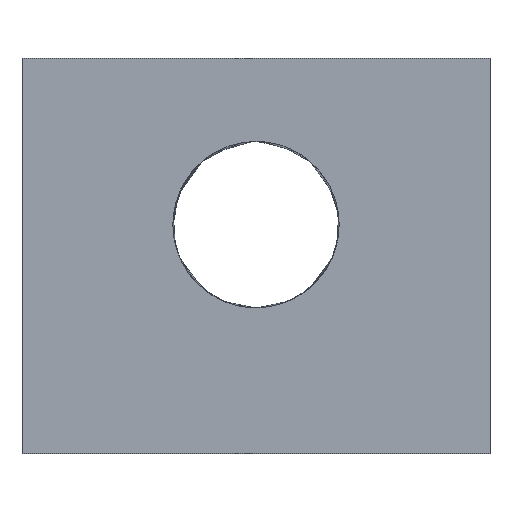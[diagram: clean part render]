
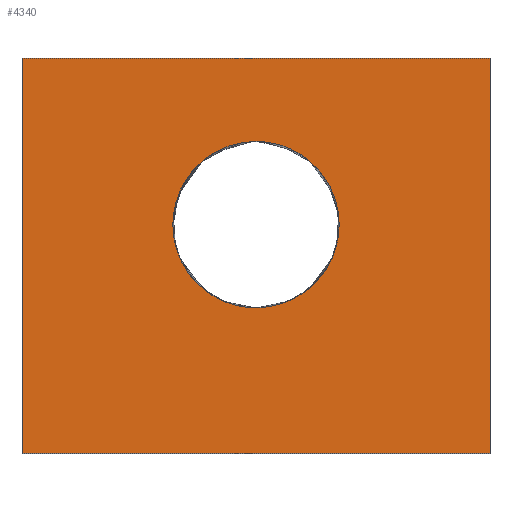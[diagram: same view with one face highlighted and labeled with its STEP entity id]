
A CAD part, top view. The second image highlights one B-rep face of the part: STEP entity #4340.
In plain terms, the highlighted free-form (B-spline) face has degree [1, 1] with [2, 2] control points.
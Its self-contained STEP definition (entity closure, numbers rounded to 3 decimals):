
#3180 = CARTESIAN_POINT ('', (0., 30., 20.));
#3190 = VERTEX_POINT ('', #3180);
#3250 = CARTESIAN_POINT ('', (-8., 22., 20.));
#3260 = VERTEX_POINT ('', #3250);
#3270 = CARTESIAN_POINT ('', (0., 30., 20.));
#3280 = CARTESIAN_POINT ('', (-4., 30., 20.));
#3290 = CARTESIAN_POINT ('', (-8., 27.333, 20.));
#3300 = CARTESIAN_POINT ('', (-8., 22., 20.));
#3310 = (
   BOUNDED_CURVE ()
   B_SPLINE_CURVE (3, (#3270, #3280, #3290, #3300), .UNSPECIFIED., .F., .U.)
   B_SPLINE_CURVE_WITH_KNOTS ((4, 4), (0., 1.), .UNSPECIFIED.)
   CURVE ()
   GEOMETRIC_REPRESENTATION_ITEM ()
   RATIONAL_B_SPLINE_CURVE ((1., 0.667, 0.5, 0.5))
   REPRESENTATION_ITEM ('')
);
#3320 = EDGE_CURVE ('', #3190, #3260, #3310, .T.);
#3340 = CARTESIAN_POINT ('', (8., 22., 20.));
#3350 = VERTEX_POINT ('', #3340);
#3360 = CARTESIAN_POINT ('', (-8., 22., 20.));
#3370 = CARTESIAN_POINT ('', (-8., 16.667, 20.));
#3380 = CARTESIAN_POINT ('', (-4., 14., 20.));
#3390 = CARTESIAN_POINT ('', (0., 14., 20.));
#3400 = CARTESIAN_POINT ('', (4., 14., 20.));
#3410 = CARTESIAN_POINT ('', (8., 16.667, 20.));
#3420 = CARTESIAN_POINT ('', (8., 22., 20.));
#3430 = (
   BOUNDED_CURVE ()
   B_SPLINE_CURVE (3, (#3360, #3370, #3380, #3390, #3400, #3410, #3420), .UNSPECIFIED., .F., .U.)
   B_SPLINE_CURVE_WITH_KNOTS ((4, 3, 4), (0., 0.5, 1.), .UNSPECIFIED.)
   CURVE ()
   GEOMETRIC_REPRESENTATION_ITEM ()
   RATIONAL_B_SPLINE_CURVE ((0.5, 0.5, 0.667, 1., 0.667, 0.5, 0.5))
   REPRESENTATION_ITEM ('')
);
#3440 = EDGE_CURVE ('', #3260, #3350, #3430, .T.);
#3460 = CARTESIAN_POINT ('', (8., 22., 20.));
#3470 = CARTESIAN_POINT ('', (8., 27.333, 20.));
#3480 = CARTESIAN_POINT ('', (4., 30., 20.));
#3490 = CARTESIAN_POINT ('', (0., 30., 20.));
#3500 = (
   BOUNDED_CURVE ()
   B_SPLINE_CURVE (3, (#3460, #3470, #3480, #3490), .UNSPECIFIED., .F., .U.)
   B_SPLINE_CURVE_WITH_KNOTS ((4, 4), (0., 1.), .UNSPECIFIED.)
   CURVE ()
   GEOMETRIC_REPRESENTATION_ITEM ()
   RATIONAL_B_SPLINE_CURVE ((0.5, 0.5, 0.667, 1.))
   REPRESENTATION_ITEM ('')
);
#3510 = EDGE_CURVE ('', #3350, #3190, #3500, .T.);
#3940 = CARTESIAN_POINT ('', (22.5, 38., 20.));
#3950 = VERTEX_POINT ('', #3940);
#3960 = CARTESIAN_POINT ('', (22.5, 0., 20.));
#3970 = VERTEX_POINT ('', #3960);
#3980 = CARTESIAN_POINT ('', (22.5, 38., 20.));
#3990 = CARTESIAN_POINT ('', (22.5, 0., 20.));
#4000 = B_SPLINE_CURVE_WITH_KNOTS ('', 1, (#3980, #3990), .UNSPECIFIED., .F., .U., (2, 2), (0., 1.), .UNSPECIFIED.);
#4010 = EDGE_CURVE ('', #3950, #3970, #4000, .T.);
#4020 = ORIENTED_EDGE ('', *, *, #4010, .F.);
#4030 = CARTESIAN_POINT ('', (-22.5, 38., 20.));
#4040 = VERTEX_POINT ('', #4030);
#4050 = CARTESIAN_POINT ('', (-22.5, 38., 20.));
#4060 = CARTESIAN_POINT ('', (22.5, 38., 20.));
#4070 = B_SPLINE_CURVE_WITH_KNOTS ('', 1, (#4050, #4060), .UNSPECIFIED., .F., .U., (2, 2), (0., 1.), .UNSPECIFIED.);
#4080 = EDGE_CURVE ('', #4040, #3950, #4070, .T.);
#4090 = ORIENTED_EDGE ('', *, *, #4080, .F.);
#4100 = CARTESIAN_POINT ('', (-22.5, 0., 20.));
#4110 = VERTEX_POINT ('', #4100);
#4120 = CARTESIAN_POINT ('', (-22.5, 0., 20.));
#4130 = CARTESIAN_POINT ('', (-22.5, 38., 20.));
#4140 = B_SPLINE_CURVE_WITH_KNOTS ('', 1, (#4120, #4130), .UNSPECIFIED., .F., .U., (2, 2), (0., 1.), .UNSPECIFIED.);
#4150 = EDGE_CURVE ('', #4110, #4040, #4140, .T.);
#4160 = ORIENTED_EDGE ('', *, *, #4150, .F.);
#4170 = CARTESIAN_POINT ('', (22.5, 0., 20.));
#4180 = CARTESIAN_POINT ('', (-22.5, 0., 20.));
#4190 = B_SPLINE_CURVE_WITH_KNOTS ('', 1, (#4170, #4180), .UNSPECIFIED., .F., .U., (2, 2), (0., 1.), .UNSPECIFIED.);
#4200 = EDGE_CURVE ('', #3970, #4110, #4190, .T.);
#4210 = ORIENTED_EDGE ('', *, *, #4200, .F.);
#4220 = EDGE_LOOP ('', (#4020, #4090, #4160, #4210));
#4230 = FACE_OUTER_BOUND ('', #4220, .T.);
#4240 = ORIENTED_EDGE ('', *, *, #3320, .F.);
#4250 = ORIENTED_EDGE ('', *, *, #3510, .F.);
#4260 = ORIENTED_EDGE ('', *, *, #3440, .F.);
#4270 = EDGE_LOOP ('', (#4240, #4250, #4260));
#4280 = FACE_BOUND ('', #4270, .T.);
#4290 = CARTESIAN_POINT ('', (-22.5, 0., 20.));
#4300 = CARTESIAN_POINT ('', (-22.5, 38., 20.));
#4310 = CARTESIAN_POINT ('', (22.5, 0., 20.));
#4320 = CARTESIAN_POINT ('', (22.5, 38., 20.));
#4330 = B_SPLINE_SURFACE_WITH_KNOTS ('', 1, 1, ((#4290, #4300), (#4310, #4320)), .UNSPECIFIED., .F., .F., .U., (2, 2), (2, 2), (0., 1.), (0., 1.), .UNSPECIFIED.);
#4340 = ADVANCED_FACE ('', (#4230, #4280), #4330, .T.);
